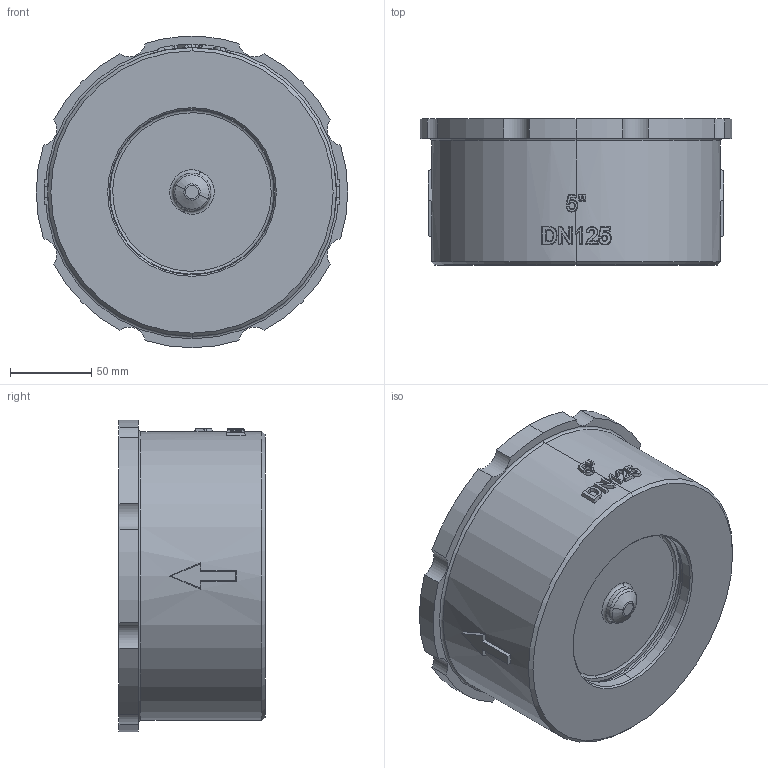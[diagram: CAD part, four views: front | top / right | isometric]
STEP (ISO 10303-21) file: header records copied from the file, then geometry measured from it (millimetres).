
FILE_DESCRIPTION (( 'STEP AP203' ), '1' );
FILE_NAME ('W6_DN125.STEP', '2021-10-13T14:13:46', ( '' ), ( '' ), 'SwSTEP 2.0', 'SolidWorks 2017', '' );
FILE_SCHEMA (( 'CONFIG_CONTROL_DESIGN' ));
Length unit declared in the file: millimetre
Products named in the file (1): W6_DN125
Bounding box: 192 x 90 x 192 mm (x, y, z)
Volume: 960113.3 mm3; surface area: 192035.6 mm2
Topology: 1 solids, 1 shells, 316 faces, 830 edges, 529 vertices
Faces by surface type: plane 106, cylinder 96, bspline 43, torus 33, cone 32, sphere 6
Entity records: 17029 total; most frequent: CARTESIAN_POINT 9583, ORIENTED_EDGE 1648, DIRECTION 1455, EDGE_CURVE 824, AXIS2_PLACEMENT_3D 591, VERTEX_POINT 529, EDGE_LOOP 343, CIRCLE 317
